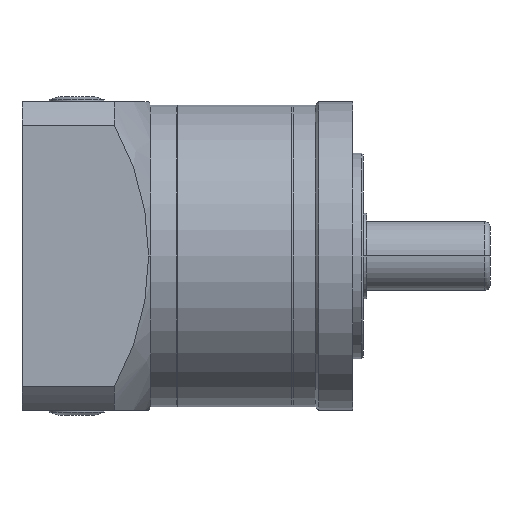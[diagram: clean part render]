
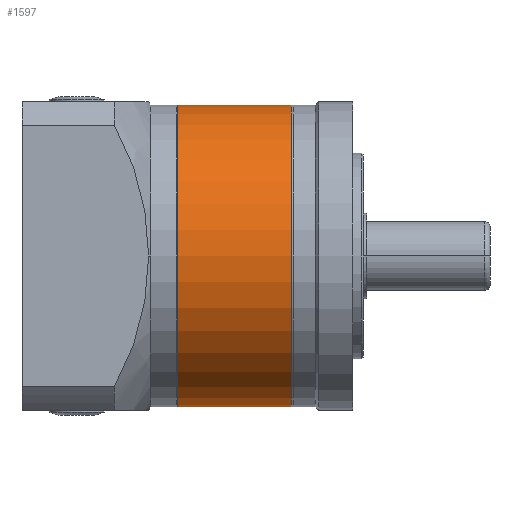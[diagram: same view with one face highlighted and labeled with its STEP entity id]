
A CAD part, front view. The second image highlights one B-rep face of the part: STEP entity #1597.
In plain terms, the highlighted cylindrical face has radius 44 mm (diameter 88 mm), a partial arc.
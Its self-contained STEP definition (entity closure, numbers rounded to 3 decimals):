
#39 = LINE ( 'NONE', #2459, #11672 ) ;
#62 = DIRECTION ( 'NONE',  ( 1., 0., 0. ) ) ;
#1109 = VERTEX_POINT ( 'NONE', #6753 ) ;
#1118 = CARTESIAN_POINT ( 'NONE',  ( -33., 0., -44. ) ) ;
#1344 = CYLINDRICAL_SURFACE ( 'NONE', #4430, 44. ) ;
#1506 = CIRCLE ( 'NONE', #6951, 44. ) ;
#1597 = ADVANCED_FACE ( 'NONE', ( #2413 ), #1344, .T. ) ;
#1890 = EDGE_CURVE ( 'NONE', #6315, #1109, #1506, .T. ) ;
#2413 = FACE_OUTER_BOUND ( 'NONE', #13490, .T. ) ;
#2459 = CARTESIAN_POINT ( 'NONE',  ( 0., 0., 44. ) ) ;
#3164 = ORIENTED_EDGE ( 'NONE', *, *, #13643, .T. ) ;
#3207 = VERTEX_POINT ( 'NONE', #1118 ) ;
#3465 = ORIENTED_EDGE ( 'NONE', *, *, #9651, .F. ) ;
#3929 = DIRECTION ( 'NONE',  ( 0., 0., -1. ) ) ;
#4131 = CARTESIAN_POINT ( 'NONE',  ( 0., 0., 44. ) ) ;
#4430 = AXIS2_PLACEMENT_3D ( 'NONE', #12170, #13282, #8740 ) ;
#6315 = VERTEX_POINT ( 'NONE', #4131 ) ;
#6753 = CARTESIAN_POINT ( 'NONE',  ( 0., 0., -44. ) ) ;
#6951 = AXIS2_PLACEMENT_3D ( 'NONE', #14147, #14097, #3929 ) ;
#6963 = CARTESIAN_POINT ( 'NONE',  ( -33., 0., 0. ) ) ;
#8105 = ORIENTED_EDGE ( 'NONE', *, *, #1890, .F. ) ;
#8740 = DIRECTION ( 'NONE',  ( 0., 0., 1. ) ) ;
#9214 = DIRECTION ( 'NONE',  ( 0., 0., -1. ) ) ;
#9651 = EDGE_CURVE ( 'NONE', #1109, #3207, #14126, .T. ) ;
#9819 = DIRECTION ( 'NONE',  ( -1., 0., 0. ) ) ;
#10275 = ORIENTED_EDGE ( 'NONE', *, *, #10786, .T. ) ;
#10325 = DIRECTION ( 'NONE',  ( -1., 0., 0. ) ) ;
#10786 = EDGE_CURVE ( 'NONE', #6315, #12378, #39, .T. ) ;
#10794 = VECTOR ( 'NONE', #9819, 1000. ) ;
#11672 = VECTOR ( 'NONE', #10325, 1000. ) ;
#12120 = CIRCLE ( 'NONE', #12512, 44. ) ;
#12170 = CARTESIAN_POINT ( 'NONE',  ( 0., 0., 0. ) ) ;
#12378 = VERTEX_POINT ( 'NONE', #14255 ) ;
#12512 = AXIS2_PLACEMENT_3D ( 'NONE', #6963, #62, #9214 ) ;
#13282 = DIRECTION ( 'NONE',  ( -1., 0., 0. ) ) ;
#13490 = EDGE_LOOP ( 'NONE', ( #3465, #8105, #10275, #3164 ) ) ;
#13643 = EDGE_CURVE ( 'NONE', #12378, #3207, #12120, .T. ) ;
#14097 = DIRECTION ( 'NONE',  ( 1., 0., 0. ) ) ;
#14126 = LINE ( 'NONE', #14233, #10794 ) ;
#14147 = CARTESIAN_POINT ( 'NONE',  ( 0., 0., 0. ) ) ;
#14233 = CARTESIAN_POINT ( 'NONE',  ( 0., 0., -44. ) ) ;
#14255 = CARTESIAN_POINT ( 'NONE',  ( -33., 0., 44. ) ) ;
